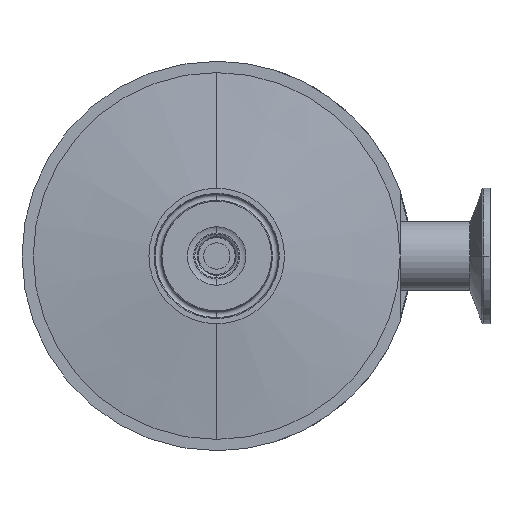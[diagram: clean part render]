
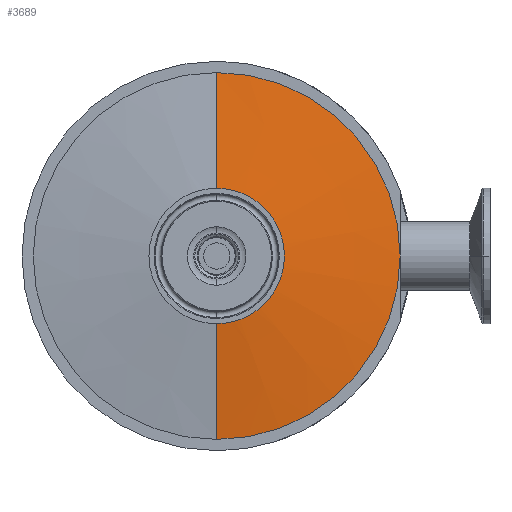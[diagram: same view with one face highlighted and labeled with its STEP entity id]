
A CAD part, front view. The second image highlights one B-rep face of the part: STEP entity #3689.
In plain terms, the highlighted conical face has half-angle 83 degrees and reference radius 68.199 mm.
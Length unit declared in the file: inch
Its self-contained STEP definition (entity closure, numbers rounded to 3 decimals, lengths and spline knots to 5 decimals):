
#25 = DIRECTION ( 'NONE',  ( 0., 0.122, -0.993 ) ) ;
#102 = ORIENTED_EDGE ( 'NONE', *, *, #6963, .F. ) ;
#270 = EDGE_LOOP ( 'NONE', ( #1224, #6897, #102, #1309, #4422 ) ) ;
#668 = CARTESIAN_POINT ( 'NONE',  ( 0., -0.73634, 0.75 ) ) ;
#795 = DIRECTION ( 'NONE',  ( 0., 1., 0. ) ) ;
#918 = CARTESIAN_POINT ( 'NONE',  ( 0., -0.49875, -2.685 ) ) ;
#1161 = DIRECTION ( 'NONE',  ( 0., 1., 0. ) ) ;
#1224 = ORIENTED_EDGE ( 'NONE', *, *, #5785, .T. ) ;
#1309 = ORIENTED_EDGE ( 'NONE', *, *, #2528, .F. ) ;
#1469 = CARTESIAN_POINT ( 'NONE',  ( 2.685, -0.49875, 0. ) ) ;
#1548 = VERTEX_POINT ( 'NONE', #918 ) ;
#1549 = VECTOR ( 'NONE', #25, 39.37008 ) ;
#1567 = CIRCLE ( 'NONE', #5947, 0.75 ) ;
#1823 = DIRECTION ( 'NONE',  ( 0., 0.122, 0.993 ) ) ;
#2017 = VERTEX_POINT ( 'NONE', #1469 ) ;
#2166 = VERTEX_POINT ( 'NONE', #4692 ) ;
#2222 = CIRCLE ( 'NONE', #5444, 2.685 ) ;
#2528 = EDGE_CURVE ( 'NONE', #2166, #2017, #5284, .T. ) ;
#2574 = CARTESIAN_POINT ( 'NONE',  ( 0., -0.49875, 0. ) ) ;
#2912 = DIRECTION ( 'NONE',  ( 0., 0., 1. ) ) ;
#3566 = FACE_OUTER_BOUND ( 'NONE', #270, .T. ) ;
#3650 = VERTEX_POINT ( 'NONE', #7249 ) ;
#3689 = ADVANCED_FACE ( 'NONE', ( #3566 ), #5920, .T. ) ;
#4051 = DIRECTION ( 'NONE',  ( 0., 1., 0. ) ) ;
#4422 = ORIENTED_EDGE ( 'NONE', *, *, #5174, .F. ) ;
#4692 = CARTESIAN_POINT ( 'NONE',  ( 0., -0.49875, 2.685 ) ) ;
#4723 = CARTESIAN_POINT ( 'NONE',  ( 0., -0.49875, 0. ) ) ;
#5174 = EDGE_CURVE ( 'NONE', #6890, #2166, #6715, .T. ) ;
#5284 = CIRCLE ( 'NONE', #6823, 2.685 ) ;
#5308 = CARTESIAN_POINT ( 'NONE',  ( 0., -0.73634, 0. ) ) ;
#5407 = DIRECTION ( 'NONE',  ( 0., 0., 1. ) ) ;
#5444 = AXIS2_PLACEMENT_3D ( 'NONE', #2574, #795, #6107 ) ;
#5489 = CARTESIAN_POINT ( 'NONE',  ( 0., -0.49875, -2.685 ) ) ;
#5785 = EDGE_CURVE ( 'NONE', #6890, #3650, #1567, .T. ) ;
#5920 = CONICAL_SURFACE ( 'NONE', #6716, 2.685, 1.449 ) ;
#5947 = AXIS2_PLACEMENT_3D ( 'NONE', #5308, #1161, #5407 ) ;
#6048 = DIRECTION ( 'NONE',  ( 0., 0., 1. ) ) ;
#6107 = DIRECTION ( 'NONE',  ( 0., 0., 1. ) ) ;
#6479 = LINE ( 'NONE', #5489, #1549 ) ;
#6656 = CARTESIAN_POINT ( 'NONE',  ( 0., -0.49875, 2.685 ) ) ;
#6715 = LINE ( 'NONE', #6656, #6923 ) ;
#6716 = AXIS2_PLACEMENT_3D ( 'NONE', #7356, #7846, #6048 ) ;
#6823 = AXIS2_PLACEMENT_3D ( 'NONE', #4723, #4051, #2912 ) ;
#6856 = EDGE_CURVE ( 'NONE', #3650, #1548, #6479, .T. ) ;
#6890 = VERTEX_POINT ( 'NONE', #668 ) ;
#6897 = ORIENTED_EDGE ( 'NONE', *, *, #6856, .T. ) ;
#6923 = VECTOR ( 'NONE', #1823, 39.37008 ) ;
#6963 = EDGE_CURVE ( 'NONE', #2017, #1548, #2222, .T. ) ;
#7249 = CARTESIAN_POINT ( 'NONE',  ( 0., -0.73634, -0.75 ) ) ;
#7356 = CARTESIAN_POINT ( 'NONE',  ( 0., -0.49875, 0. ) ) ;
#7846 = DIRECTION ( 'NONE',  ( 0., 1., 0. ) ) ;
